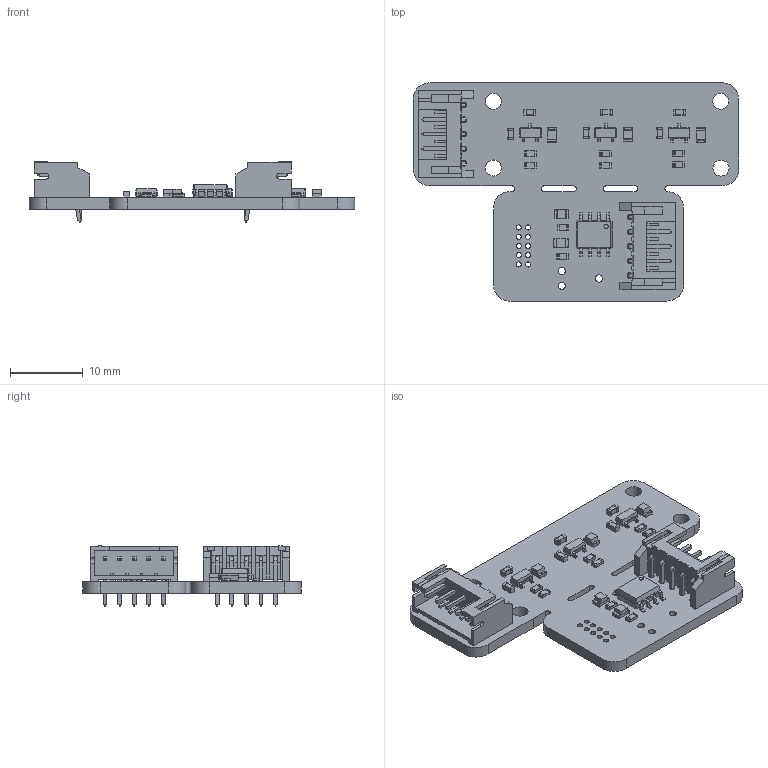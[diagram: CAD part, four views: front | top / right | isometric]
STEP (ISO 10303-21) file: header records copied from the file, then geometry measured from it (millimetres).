
FILE_DESCRIPTION(('KiCad electronic assembly'),'2;1');
FILE_NAME('NewHallSensorsLimitSwitches.step','2025-09-30T21:16:38',( 'Pcbnew'),('Kicad'),'Open CASCADE STEP processor 7.8', 'KiCad to STEP converter','Unknown');
FILE_SCHEMA(('AUTOMOTIVE_DESIGN { 1 0 10303 214 1 1 1 1 }'));
Length unit declared in the file: millimetre
Products named in the file (14): NewHallSensorsLimitSwitches 1; SOT-23; SOT_23; LED_0805_2012Metric; JST_PH_S5B-PH-K_1x05_P2.00mm_Horizontal; JST_S5B_PH_K; C_0603_1608Metric; R_0603_1608Metric; SOIC-8_3.9x4.9mm_P1.27mm; SOIC_8_39x49mm_P127mm; _autosave-NewHallSensorsLimitSwitches_PCB
Assembly tree (32 placements, depth 3):
  NewHallSensorsLimitSwitches 1
    SOT-23  x3
      SOT_23
    LED_0805_2012Metric  x5
      LED_0805_2012Metric
    JST_PH_S5B-PH-K_1x05_P2.00mm_Horizontal  x2
      JST_S5B_PH_K
    C_0603_1608Metric  x6
      C_0603_1608Metric
    R_0603_1608Metric  x8
      R_0603_1608Metric
    SOIC-8_3.9x4.9mm_P1.27mm
      SOIC_8_39x49mm_P127mm
    _autosave-NewHallSensorsLimitSwitches_PCB
Bounding box: 44.69 x 29.99 x 8.25 mm (x, y, z)
Volume: 1996.8 mm3; surface area: 3713 mm2
Topology: 26 solids, 26 shells, 1479 faces, 3865 edges, 2468 vertices
Faces by surface type: plane 1056, cylinder 310, bspline 113
Full cylindrical faces by diameter (mm): 0.6 x1, 0.7 x10, 0.75 x10, 0.991 x3, 2.2 x4
Entity records: 22420 total; most frequent: CARTESIAN_POINT 3456, ORIENTED_EDGE 3158, DIRECTION 2913, EDGE_CURVE 1579, LINE 1263, VECTOR 1263, VERTEX_POINT 1004, AXIS2_PLACEMENT_3D 825
